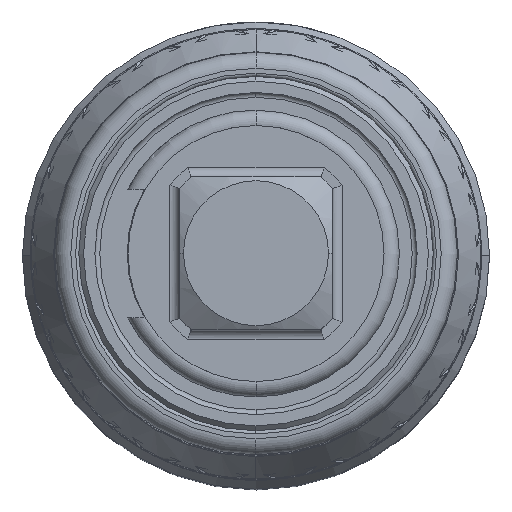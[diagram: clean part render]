
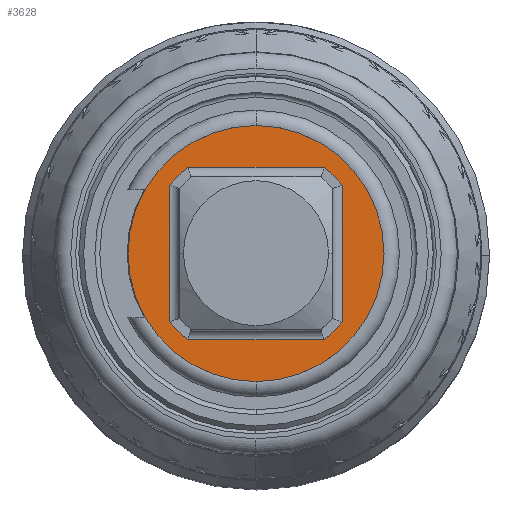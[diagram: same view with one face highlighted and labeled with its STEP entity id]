
A CAD part, top view. The second image highlights one B-rep face of the part: STEP entity #3628.
In plain terms, the highlighted planar face has unit normal (0, 0, 1).
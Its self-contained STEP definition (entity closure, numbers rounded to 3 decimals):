
#2025=CARTESIAN_POINT('',(0.,0.,93.4));
#2026=DIRECTION('',(0.,0.,-1.));
#2027=DIRECTION('',(-1.,0.,0.));
#2028=AXIS2_PLACEMENT_3D('',#2025,#2026,#2027);
#2131=CARTESIAN_POINT('',(0.,0.,93.4));
#2132=DIRECTION('',(0.,0.,-1.));
#2133=DIRECTION('',(1.,0.,0.));
#2134=AXIS2_PLACEMENT_3D('',#2131,#2132,#2133);
#2302=CARTESIAN_POINT('',(0.,0.,93.4));
#2303=DIRECTION('',(0.,0.,1.));
#2304=DIRECTION('',(-0.784,-0.621,0.));
#2305=AXIS2_PLACEMENT_3D('',#2302,#2303,#2304);
#2307=DIRECTION('',(1.,0.,0.));
#2308=VECTOR('',#2307,8.48);
#2309=CARTESIAN_POINT('',(-4.24,-5.348,93.4));
#2310=LINE('',#2309,#2308);
#2311=CARTESIAN_POINT('',(0.,0.,93.4));
#2312=DIRECTION('',(0.,0.,1.));
#2313=DIRECTION('',(0.621,-0.784,0.));
#2314=AXIS2_PLACEMENT_3D('',#2311,#2312,#2313);
#2316=DIRECTION('',(0.,1.,0.));
#2317=VECTOR('',#2316,8.48);
#2318=CARTESIAN_POINT('',(5.348,-4.24,93.4));
#2319=LINE('',#2318,#2317);
#2320=CARTESIAN_POINT('',(0.,0.,93.4));
#2321=DIRECTION('',(0.,0.,1.));
#2322=DIRECTION('',(0.784,0.621,0.));
#2323=AXIS2_PLACEMENT_3D('',#2320,#2321,#2322);
#2325=DIRECTION('',(-1.,0.,0.));
#2326=VECTOR('',#2325,8.48);
#2327=CARTESIAN_POINT('',(4.24,5.348,93.4));
#2328=LINE('',#2327,#2326);
#2329=CARTESIAN_POINT('',(0.,0.,93.4));
#2330=DIRECTION('',(0.,0.,1.));
#2331=DIRECTION('',(-0.621,0.784,0.));
#2332=AXIS2_PLACEMENT_3D('',#2329,#2330,#2331);
#2334=DIRECTION('',(0.,-1.,0.));
#2335=VECTOR('',#2334,8.48);
#2336=CARTESIAN_POINT('',(-5.348,4.24,93.4));
#2337=LINE('',#2336,#2335);
#3320=CARTESIAN_POINT('',(-7.947,0.,93.4));
#3321=CARTESIAN_POINT('',(7.947,0.,93.4));
#3322=VERTEX_POINT('',#3320);
#3323=VERTEX_POINT('',#3321);
#3324=CARTESIAN_POINT('',(-5.348,-4.24,93.4));
#3325=CARTESIAN_POINT('',(-4.24,-5.348,93.4));
#3326=VERTEX_POINT('',#3324);
#3327=VERTEX_POINT('',#3325);
#3328=CARTESIAN_POINT('',(4.24,-5.348,93.4));
#3329=VERTEX_POINT('',#3328);
#3330=CARTESIAN_POINT('',(5.348,-4.24,93.4));
#3331=VERTEX_POINT('',#3330);
#3332=CARTESIAN_POINT('',(5.348,4.24,93.4));
#3333=VERTEX_POINT('',#3332);
#3334=CARTESIAN_POINT('',(4.24,5.348,93.4));
#3335=VERTEX_POINT('',#3334);
#3336=CARTESIAN_POINT('',(-4.24,5.348,93.4));
#3337=VERTEX_POINT('',#3336);
#3338=CARTESIAN_POINT('',(-5.348,4.24,93.4));
#3339=VERTEX_POINT('',#3338);
#3601=CARTESIAN_POINT('',(0.,0.,93.4));
#3602=DIRECTION('',(0.,0.,1.));
#3603=DIRECTION('',(0.,1.,0.));
#3604=AXIS2_PLACEMENT_3D('',#3601,#3602,#3603);
#3605=PLANE('',#3604);
#3606=ORIENTED_EDGE('',*,*,#3412,.T.);
#3607=ORIENTED_EDGE('',*,*,#3500,.T.);
#3608=EDGE_LOOP('',(#3606,#3607));
#3609=FACE_OUTER_BOUND('',#3608,.F.);
#3611=ORIENTED_EDGE('',*,*,#3610,.T.);
#3613=ORIENTED_EDGE('',*,*,#3612,.T.);
#3615=ORIENTED_EDGE('',*,*,#3614,.T.);
#3617=ORIENTED_EDGE('',*,*,#3616,.T.);
#3619=ORIENTED_EDGE('',*,*,#3618,.T.);
#3621=ORIENTED_EDGE('',*,*,#3620,.T.);
#3623=ORIENTED_EDGE('',*,*,#3622,.T.);
#3625=ORIENTED_EDGE('',*,*,#3624,.T.);
#3626=EDGE_LOOP('',(#3611,#3613,#3615,#3617,#3619,#3621,#3623,#3625));
#3627=FACE_BOUND('',#3626,.F.);
#3628=ADVANCED_FACE('',(#3609,#3627),#3605,.T.);
#2029=CIRCLE('',#2028,7.947);
#2135=CIRCLE('',#2134,7.947);
#2306=CIRCLE('',#2305,6.825);
#2315=CIRCLE('',#2314,6.825);
#2324=CIRCLE('',#2323,6.825);
#2333=CIRCLE('',#2332,6.825);
#3412=EDGE_CURVE('',#3322,#3323,#2029,.T.);
#3500=EDGE_CURVE('',#3323,#3322,#2135,.T.);
#3610=EDGE_CURVE('',#3326,#3327,#2306,.T.);
#3612=EDGE_CURVE('',#3327,#3329,#2310,.T.);
#3614=EDGE_CURVE('',#3329,#3331,#2315,.T.);
#3616=EDGE_CURVE('',#3331,#3333,#2319,.T.);
#3618=EDGE_CURVE('',#3333,#3335,#2324,.T.);
#3620=EDGE_CURVE('',#3335,#3337,#2328,.T.);
#3622=EDGE_CURVE('',#3337,#3339,#2333,.T.);
#3624=EDGE_CURVE('',#3339,#3326,#2337,.T.);
